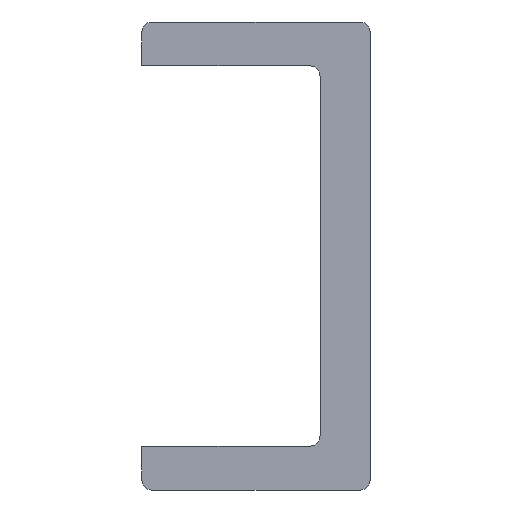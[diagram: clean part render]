
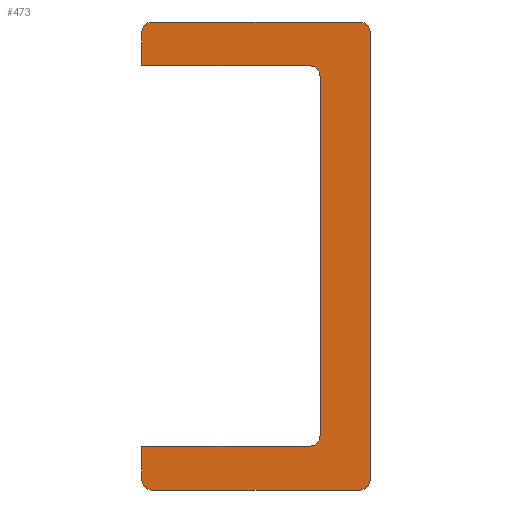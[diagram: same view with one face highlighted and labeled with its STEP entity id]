
A CAD part, front view. The second image highlights one B-rep face of the part: STEP entity #473.
In plain terms, the highlighted planar face has unit normal (0, -1, 0).
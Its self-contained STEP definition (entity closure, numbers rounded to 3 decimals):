
#473 = ADVANCED_FACE( '', ( #1165 ), #1166, .F. );
#1165 = FACE_OUTER_BOUND( '', #1850, .T. );
#1166 = PLANE( '', #1851 );
#1850 = EDGE_LOOP( '', ( #2882, #2883, #2884, #2885, #2886, #2887, #2888, #2889, #2890, #2891, #2892, #2893, #2894, #2895 ) );
#1851 = AXIS2_PLACEMENT_3D( '', #2896, #2897, #2898 );
#2882 = ORIENTED_EDGE( '', *, *, #3268, .F. );
#2883 = ORIENTED_EDGE( '', *, *, #3008, .T. );
#2884 = ORIENTED_EDGE( '', *, *, #2994, .F. );
#2885 = ORIENTED_EDGE( '', *, *, #3205, .T. );
#2886 = ORIENTED_EDGE( '', *, *, #3274, .F. );
#2887 = ORIENTED_EDGE( '', *, *, #3223, .F. );
#2888 = ORIENTED_EDGE( '', *, *, #3134, .F. );
#2889 = ORIENTED_EDGE( '', *, *, #3184, .F. );
#2890 = ORIENTED_EDGE( '', *, *, #3096, .F. );
#2891 = ORIENTED_EDGE( '', *, *, #2942, .F. );
#2892 = ORIENTED_EDGE( '', *, *, #2955, .F. );
#2893 = ORIENTED_EDGE( '', *, *, #3264, .T. );
#2894 = ORIENTED_EDGE( '', *, *, #3250, .F. );
#2895 = ORIENTED_EDGE( '', *, *, #3049, .T. );
#2896 = CARTESIAN_POINT( '', ( -10.5, 0., 21.5 ) );
#2897 = DIRECTION( '', ( 0., 1., 0. ) );
#2898 = DIRECTION( '', ( 0., 0., 1. ) );
#2942 = EDGE_CURVE( '', #3339, #3340, #3341, .T. );
#2955 = EDGE_CURVE( '', #3360, #3339, #3362, .T. );
#2994 = EDGE_CURVE( '', #3425, #3426, #3427, .T. );
#3008 = EDGE_CURVE( '', #3449, #3426, #3450, .F. );
#3049 = EDGE_CURVE( '', #3516, #3514, #3517, .F. );
#3096 = EDGE_CURVE( '', #3340, #3591, #3592, .T. );
#3134 = EDGE_CURVE( '', #3650, #3651, #3652, .T. );
#3184 = EDGE_CURVE( '', #3591, #3650, #3737, .T. );
#3205 = EDGE_CURVE( '', #3425, #3765, #3767, .F. );
#3223 = EDGE_CURVE( '', #3651, #3792, #3793, .T. );
#3250 = EDGE_CURVE( '', #3516, #3827, #3828, .T. );
#3264 = EDGE_CURVE( '', #3360, #3827, #3845, .F. );
#3268 = EDGE_CURVE( '', #3449, #3514, #3849, .T. );
#3274 = EDGE_CURVE( '', #3792, #3765, #3855, .T. );
#3339 = VERTEX_POINT( '', #3920 );
#3340 = VERTEX_POINT( '', #3921 );
#3341 = LINE( '', #3922, #3923 );
#3360 = VERTEX_POINT( '', #3946 );
#3362 = LINE( '', #3949, #3950 );
#3425 = VERTEX_POINT( '', #4013 );
#3426 = VERTEX_POINT( '', #4014 );
#3427 = LINE( '', #4015, #4016 );
#3449 = VERTEX_POINT( '', #4041 );
#3450 = CIRCLE( '', #4042, 0.9 );
#3514 = VERTEX_POINT( '', #4107 );
#3516 = VERTEX_POINT( '', #4110 );
#3517 = CIRCLE( '', #4111, 0.9 );
#3591 = VERTEX_POINT( '', #4186 );
#3592 = CIRCLE( '', #4187, 1. );
#3650 = VERTEX_POINT( '', #4251 );
#3651 = VERTEX_POINT( '', #4252 );
#3652 = CIRCLE( '', #4253, 1. );
#3737 = LINE( '', #4340, #4341 );
#3765 = VERTEX_POINT( '', #4369 );
#3767 = CIRCLE( '', #4372, 0.9 );
#3792 = VERTEX_POINT( '', #4397 );
#3793 = LINE( '', #4398, #4399 );
#3827 = VERTEX_POINT( '', #4434 );
#3828 = LINE( '', #4435, #4436 );
#3845 = CIRCLE( '', #4454, 0.9 );
#3849 = LINE( '', #4458, #4459 );
#3855 = LINE( '', #4465, #4466 );
#3920 = CARTESIAN_POINT( '', ( -10.5, 0., -17.5 ) );
#3921 = CARTESIAN_POINT( '', ( 4.9, 0., -17.5 ) );
#3922 = CARTESIAN_POINT( '', ( 4.9, 0., -17.5 ) );
#3923 = VECTOR( '', #4542, 1000. );
#3946 = CARTESIAN_POINT( '', ( -10.5, 0., -20.6 ) );
#3949 = CARTESIAN_POINT( '', ( -10.5, 0., -21.5 ) );
#3950 = VECTOR( '', #4560, 1000. );
#4013 = CARTESIAN_POINT( '', ( -9.6, 0., 21.5 ) );
#4014 = CARTESIAN_POINT( '', ( 9.6, 0., 21.5 ) );
#4015 = CARTESIAN_POINT( '', ( -10.5, 0., 21.5 ) );
#4016 = VECTOR( '', #4633, 1000. );
#4041 = CARTESIAN_POINT( '', ( 10.5, 0., 20.6 ) );
#4042 = AXIS2_PLACEMENT_3D( '', #4655, #4656, #4657 );
#4107 = CARTESIAN_POINT( '', ( 10.5, 0., -20.6 ) );
#4110 = CARTESIAN_POINT( '', ( 9.6, 0., -21.5 ) );
#4111 = AXIS2_PLACEMENT_3D( '', #4729, #4730, #4731 );
#4186 = CARTESIAN_POINT( '', ( 5.9, 0., -16.5 ) );
#4187 = AXIS2_PLACEMENT_3D( '', #4814, #4815, #4816 );
#4251 = CARTESIAN_POINT( '', ( 5.9, 0., 16.5 ) );
#4252 = CARTESIAN_POINT( '', ( 4.9, 0., 17.5 ) );
#4253 = AXIS2_PLACEMENT_3D( '', #4877, #4878, #4879 );
#4340 = CARTESIAN_POINT( '', ( 5.9, 0., 16.5 ) );
#4341 = VECTOR( '', #4987, 1000. );
#4369 = CARTESIAN_POINT( '', ( -10.5, 0., 20.6 ) );
#4372 = AXIS2_PLACEMENT_3D( '', #5013, #5014, #5015 );
#4397 = CARTESIAN_POINT( '', ( -10.5, 0., 17.5 ) );
#4398 = CARTESIAN_POINT( '', ( 4.9, 0., 17.5 ) );
#4399 = VECTOR( '', #5037, 1000. );
#4434 = CARTESIAN_POINT( '', ( -9.6, 0., -21.5 ) );
#4435 = CARTESIAN_POINT( '', ( 10.5, 0., -21.5 ) );
#4436 = VECTOR( '', #5060, 1000. );
#4454 = AXIS2_PLACEMENT_3D( '', #5071, #5072, #5073 );
#4458 = CARTESIAN_POINT( '', ( 10.5, 0., 21.5 ) );
#4459 = VECTOR( '', #5074, 1000. );
#4465 = CARTESIAN_POINT( '', ( -10.5, 0., -21.5 ) );
#4466 = VECTOR( '', #5075, 1000. );
#4542 = DIRECTION( '', ( 1., 0., 0. ) );
#4560 = DIRECTION( '', ( 0., 0., 1. ) );
#4633 = DIRECTION( '', ( 1., 0., 0. ) );
#4655 = CARTESIAN_POINT( '', ( 9.6, 0., 20.6 ) );
#4656 = DIRECTION( '', ( 0., 1., 0. ) );
#4657 = DIRECTION( '', ( 0., 0., 1. ) );
#4729 = CARTESIAN_POINT( '', ( 9.6, 0., -20.6 ) );
#4730 = DIRECTION( '', ( 0., 1., 0. ) );
#4731 = DIRECTION( '', ( 0., 0., 1. ) );
#4814 = CARTESIAN_POINT( '', ( 4.9, 0., -16.5 ) );
#4815 = DIRECTION( '', ( 0., -1., 0. ) );
#4816 = DIRECTION( '', ( -1., 0., 0. ) );
#4877 = CARTESIAN_POINT( '', ( 4.9, 0., 16.5 ) );
#4878 = DIRECTION( '', ( 0., -1., 0. ) );
#4879 = DIRECTION( '', ( -1., 0., 0. ) );
#4987 = DIRECTION( '', ( 0., 0., 1. ) );
#5013 = CARTESIAN_POINT( '', ( -9.6, 0., 20.6 ) );
#5014 = DIRECTION( '', ( 0., 1., 0. ) );
#5015 = DIRECTION( '', ( 0., 0., 1. ) );
#5037 = DIRECTION( '', ( -1., 0., 0. ) );
#5060 = DIRECTION( '', ( -1., 0., 0. ) );
#5071 = CARTESIAN_POINT( '', ( -9.6, 0., -20.6 ) );
#5072 = DIRECTION( '', ( 0., 1., 0. ) );
#5073 = DIRECTION( '', ( 0., 0., 1. ) );
#5074 = DIRECTION( '', ( 0., 0., -1. ) );
#5075 = DIRECTION( '', ( 0., 0., 1. ) );
